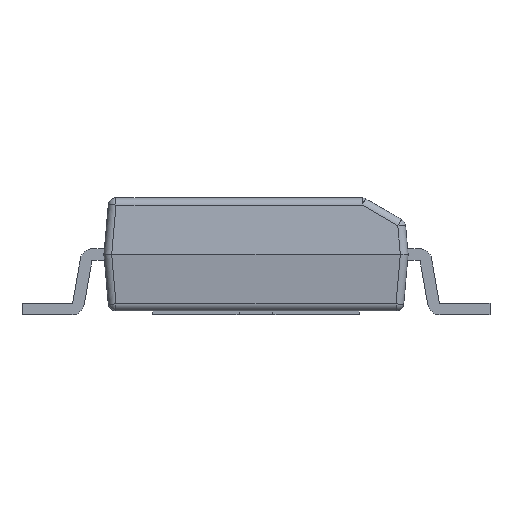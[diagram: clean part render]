
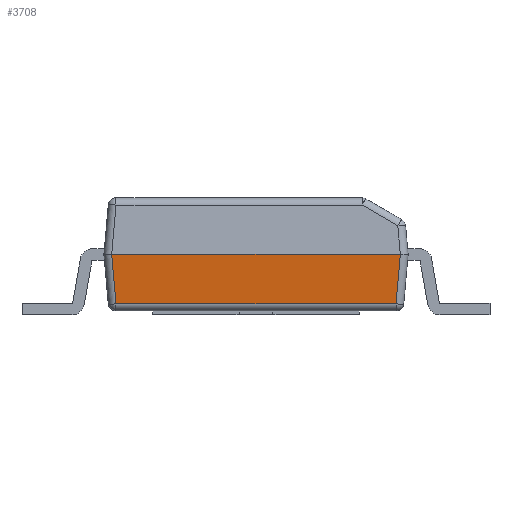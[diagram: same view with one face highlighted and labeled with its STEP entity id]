
A CAD part, left-side view. The second image highlights one B-rep face of the part: STEP entity #3708.
In plain terms, the highlighted planar face has unit normal (-0.996, 0, -0.087).
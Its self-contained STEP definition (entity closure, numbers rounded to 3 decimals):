
#1056 = DIRECTION ( 'NONE',  ( -0.087, -0.087, 0.992 ) ) ;
#1390 = LINE ( 'NONE', #6169, #3184 ) ;
#1785 = LINE ( 'NONE', #20863, #21057 ) ;
#3184 = VECTOR ( 'NONE', #19910, 1000. ) ;
#3708 = ADVANCED_FACE ( 'NONE', ( #9269 ), #16279, .T. ) ;
#4038 = CARTESIAN_POINT ( 'NONE',  ( -2.395, -1.795, -0.634 ) ) ;
#4377 = VERTEX_POINT ( 'NONE', #12693 ) ;
#4398 = ORIENTED_EDGE ( 'NONE', *, *, #19123, .T. ) ;
#6169 = CARTESIAN_POINT ( 'NONE',  ( -2.451, 1.851, 0.009 ) ) ;
#6646 = ORIENTED_EDGE ( 'NONE', *, *, #19751, .T. ) ;
#7581 = CARTESIAN_POINT ( 'NONE',  ( -2.45, -1.85, 0. ) ) ;
#7692 = CARTESIAN_POINT ( 'NONE',  ( -2.45, 1.85, 0. ) ) ;
#9086 = ORIENTED_EDGE ( 'NONE', *, *, #9315, .T. ) ;
#9089 = LINE ( 'NONE', #16221, #11736 ) ;
#9148 = CARTESIAN_POINT ( 'NONE',  ( -2.395, -1.887, -0.634 ) ) ;
#9269 = FACE_OUTER_BOUND ( 'NONE', #16348, .T. ) ;
#9315 = EDGE_CURVE ( 'NONE', #4377, #17274, #21076, .T. ) ;
#10607 = DIRECTION ( 'NONE',  ( 0., -1., 0. ) ) ;
#11628 = VECTOR ( 'NONE', #10607, 1000. ) ;
#11736 = VECTOR ( 'NONE', #1056, 1000. ) ;
#12588 = DIRECTION ( 'NONE',  ( -0.087, 0., 0.996 ) ) ;
#12689 = CARTESIAN_POINT ( 'NONE',  ( -2.45, 1.95, 0. ) ) ;
#12693 = CARTESIAN_POINT ( 'NONE',  ( -2.395, 1.795, -0.634 ) ) ;
#12972 = ORIENTED_EDGE ( 'NONE', *, *, #20627, .F. ) ;
#13114 = AXIS2_PLACEMENT_3D ( 'NONE', #12689, #19520, #12588 ) ;
#14133 = DIRECTION ( 'NONE',  ( 0., -1., 0. ) ) ;
#16221 = CARTESIAN_POINT ( 'NONE',  ( -2.421, -1.822, -0.327 ) ) ;
#16279 = PLANE ( 'NONE',  #13114 ) ;
#16348 = EDGE_LOOP ( 'NONE', ( #12972, #6646, #9086, #4398 ) ) ;
#17274 = VERTEX_POINT ( 'NONE', #4038 ) ;
#18485 = VERTEX_POINT ( 'NONE', #7692 ) ;
#18506 = VERTEX_POINT ( 'NONE', #7581 ) ;
#19123 = EDGE_CURVE ( 'NONE', #17274, #18506, #9089, .T. ) ;
#19520 = DIRECTION ( 'NONE',  ( -0.996, 0., -0.087 ) ) ;
#19751 = EDGE_CURVE ( 'NONE', #18485, #4377, #1390, .T. ) ;
#19910 = DIRECTION ( 'NONE',  ( 0.087, -0.087, -0.992 ) ) ;
#20627 = EDGE_CURVE ( 'NONE', #18485, #18506, #1785, .T. ) ;
#20863 = CARTESIAN_POINT ( 'NONE',  ( -2.45, 1.95, 0. ) ) ;
#21057 = VECTOR ( 'NONE', #14133, 1000. ) ;
#21076 = LINE ( 'NONE', #9148, #11628 ) ;
